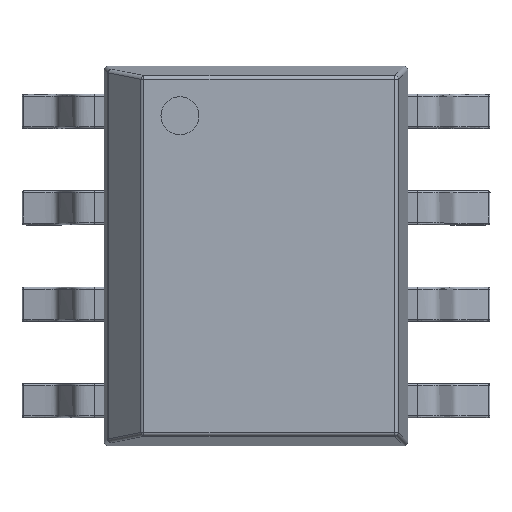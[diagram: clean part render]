
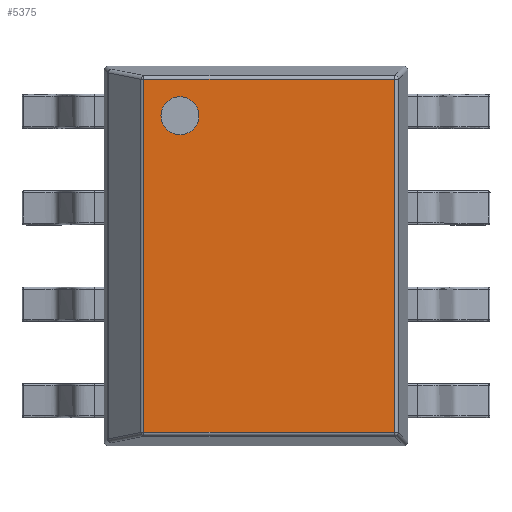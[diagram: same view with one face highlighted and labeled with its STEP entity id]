
A CAD part, top view. The second image highlights one B-rep face of the part: STEP entity #5375.
In plain terms, the highlighted planar face has unit normal (0, 0, 1).
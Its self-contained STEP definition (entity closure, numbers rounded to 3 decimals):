
#385=FACE_BOUND('',#897,.T.);
#405=PLANE('',#5816);
#492=FACE_OUTER_BOUND('',#896,.T.);
#896=EDGE_LOOP('',(#3620,#3621,#3622,#3623));
#897=EDGE_LOOP('',(#3624));
#1346=LINE('',#8110,#1705);
#1347=LINE('',#8112,#1706);
#1348=LINE('',#8114,#1707);
#1349=LINE('',#8115,#1708);
#1705=VECTOR('',#6500,10.);
#1706=VECTOR('',#6501,10.);
#1707=VECTOR('',#6502,10.);
#1708=VECTOR('',#6503,10.);
#2009=CIRCLE('',#5800,0.25);
#2297=VERTEX_POINT('',#7980);
#2353=VERTEX_POINT('',#8108);
#2354=VERTEX_POINT('',#8109);
#2355=VERTEX_POINT('',#8111);
#2356=VERTEX_POINT('',#8113);
#2739=EDGE_CURVE('',#2297,#2297,#2009,.T.);
#2796=EDGE_CURVE('',#2353,#2354,#1346,.T.);
#2797=EDGE_CURVE('',#2354,#2355,#1347,.T.);
#2798=EDGE_CURVE('',#2355,#2356,#1348,.T.);
#2799=EDGE_CURVE('',#2356,#2353,#1349,.T.);
#3620=ORIENTED_EDGE('',*,*,#2796,.T.);
#3621=ORIENTED_EDGE('',*,*,#2797,.T.);
#3622=ORIENTED_EDGE('',*,*,#2798,.T.);
#3623=ORIENTED_EDGE('',*,*,#2799,.T.);
#3624=ORIENTED_EDGE('',*,*,#2739,.T.);
#5375=ADVANCED_FACE('',(#492,#385),#405,.T.);
#5800=AXIS2_PLACEMENT_3D('',#7981,#6411,#6412);
#5816=AXIS2_PLACEMENT_3D('',#8107,#6498,#6499);
#6411=DIRECTION('center_axis',(0.,0.,-1.));
#6412=DIRECTION('ref_axis',(1.,0.,0.));
#6498=DIRECTION('center_axis',(0.,0.,1.));
#6499=DIRECTION('ref_axis',(0.,-1.,0.));
#6500=DIRECTION('',(0.,1.,0.));
#6501=DIRECTION('',(-1.,0.,0.));
#6502=DIRECTION('',(0.,-1.,0.));
#6503=DIRECTION('',(1.,0.,0.));
#7980=CARTESIAN_POINT('',(-1.252,1.845,2.));
#7981=CARTESIAN_POINT('Origin',(-1.002,1.845,2.));
#8107=CARTESIAN_POINT('Origin',(1.901,-2.415,2.));
#8108=CARTESIAN_POINT('',(1.826,-2.326,2.));
#8109=CARTESIAN_POINT('',(1.826,2.326,2.));
#8110=CARTESIAN_POINT('',(1.826,-2.326,2.));
#8111=CARTESIAN_POINT('',(-1.478,2.326,2.));
#8112=CARTESIAN_POINT('',(1.826,2.326,2.));
#8113=CARTESIAN_POINT('',(-1.478,-2.326,2.));
#8114=CARTESIAN_POINT('',(-1.478,2.326,2.));
#8115=CARTESIAN_POINT('',(-1.478,-2.326,2.));
